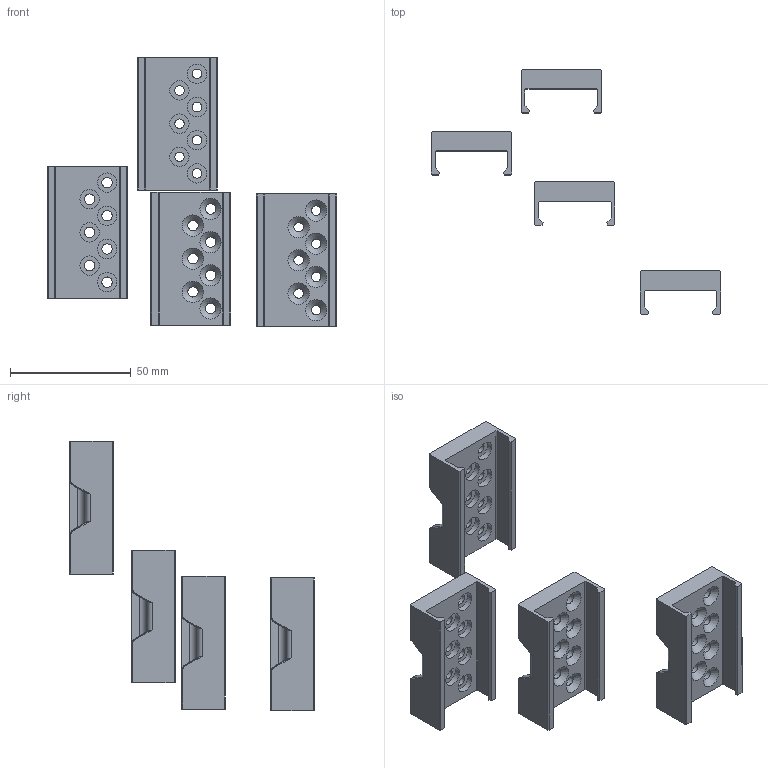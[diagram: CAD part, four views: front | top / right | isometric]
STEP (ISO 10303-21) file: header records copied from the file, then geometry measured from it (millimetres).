
FILE_DESCRIPTION(/* description */ ('STEP AP242','CAx-IF Rec.Pracs.---Representation and Presentation of Product Manufacturing Information (PMI)---4.0---2014-10-13','CAx-IF Rec.Pracs.---3D Tessellated Geometry---0.4---2014-09-14','2;1'),/* implementation_level */ '2;1');
FILE_NAME(/* name */ '662285d651cdb240b1e91d08',/* time_stamp */ '2024-04-19T14:55:20Z',/* author */ (''),/* organization */ (''),/* preprocessor_version */ 'ST-DEVELOPER v20',/* originating_system */ ' ',/* authorisation */ ' ');
FILE_SCHEMA (('AP242_MANAGED_MODEL_BASED_3D_ENGINEERING_MIM_LF { 1 0 10303 442 1 1 4 }'));
Length unit declared in the file: metre
Products named in the file (5): Configurations; clip-on_soldering-tips_only_countersunk; clip-on_soldering-tips_only_bhcs; clip-on_soldering-tips_bhcs_nut; clip-on_soldering-tips_countersunk_nut
Assembly tree (4 placements, depth 2):
  Configurations
    clip-on_soldering-tips_only_countersunk
    clip-on_soldering-tips_only_bhcs
    clip-on_soldering-tips_bhcs_nut
    clip-on_soldering-tips_countersunk_nut
Bounding box: 119.84 x 101.2 x 111.65 mm (x, y, z)
Volume: 53058.2 mm3; surface area: 34608 mm2
Topology: 4 solids, 4 shells, 1320 faces, 3690 edges, 2450 vertices
Faces by surface type: bspline 796, plane 436, cylinder 62, cone 22, torus 4
Full cylindrical faces by diameter (mm): 3.9 x14, 4.3 x14, 4.4 x4, 8 x14
Entity records: 44727 total; most frequent: CARTESIAN_POINT 16185, ORIENTED_EDGE 7252, EDGE_CURVE 3626, DIRECTION 3262, VERTEX_POINT 2446, LINE 1848, VECTOR 1848, B_SPLINE_CURVE_WITH_KNOTS 1600
